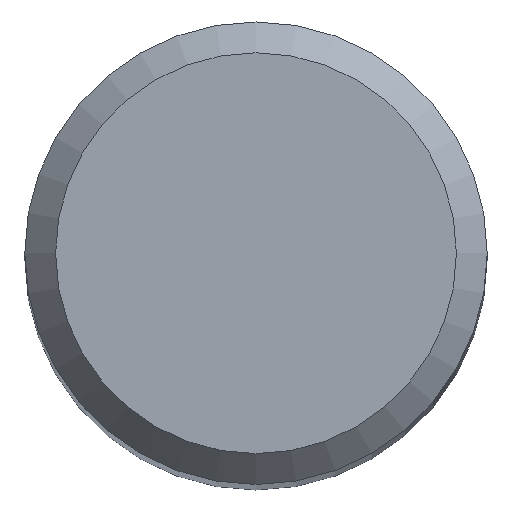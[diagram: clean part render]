
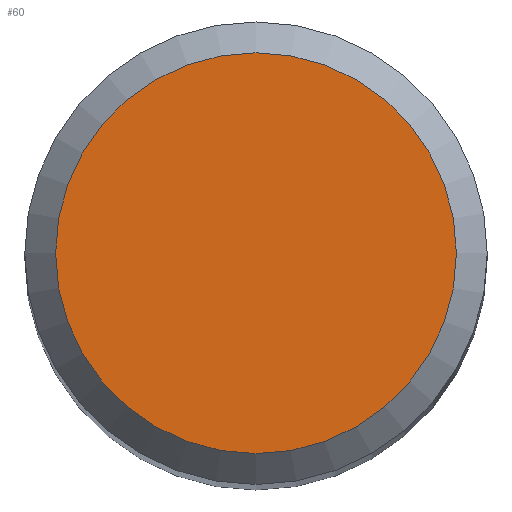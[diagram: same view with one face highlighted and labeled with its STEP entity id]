
A CAD part, top view. The second image highlights one B-rep face of the part: STEP entity #60.
In plain terms, the highlighted planar face has unit normal (0, 0, 1).
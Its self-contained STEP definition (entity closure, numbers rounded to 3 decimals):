
#42=PLANE('',#211);
#46=FACE_OUTER_BOUND('',#94,.T.);
#60=ADVANCED_FACE('',(#46),#42,.F.);
#94=EDGE_LOOP('',(#114));
#114=ORIENTED_EDGE('',*,*,#141,.T.);
#131=VERTEX_POINT('',#313);
#141=EDGE_CURVE('',#131,#131,#151,.T.);
#151=CIRCLE('',#210,2.6);
#210=AXIS2_PLACEMENT_3D('',#312,#249,#250);
#211=AXIS2_PLACEMENT_3D('',#314,#251,#252);
#249=DIRECTION('',(0.,0.,1.));
#250=DIRECTION('',(-1.,0.,0.));
#251=DIRECTION('',(0.,0.,-1.));
#252=DIRECTION('',(-1.,0.,0.));
#312=CARTESIAN_POINT('',(0.,0.,0.));
#313=CARTESIAN_POINT('',(-2.6,0.,0.));
#314=CARTESIAN_POINT('',(0.,3.,0.));
